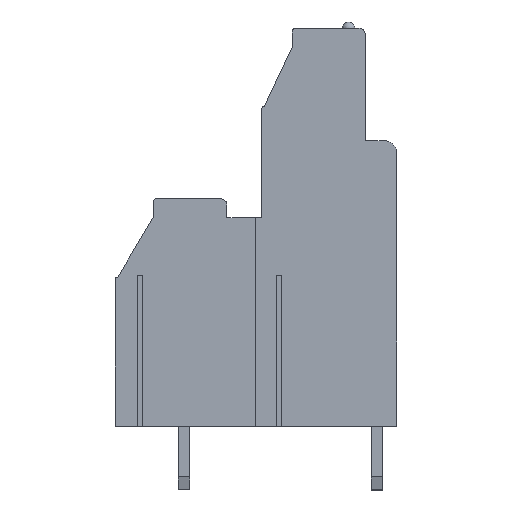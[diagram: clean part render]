
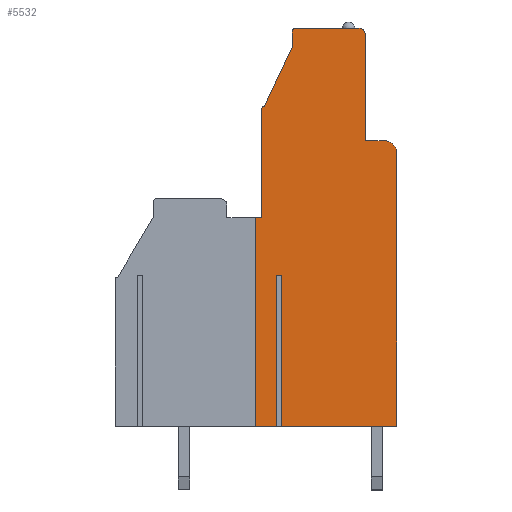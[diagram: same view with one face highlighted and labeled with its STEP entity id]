
A CAD part, top view. The second image highlights one B-rep face of the part: STEP entity #5532.
In plain terms, the highlighted planar face has unit normal (0, 0, 1).
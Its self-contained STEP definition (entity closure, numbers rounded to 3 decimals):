
#13=DIRECTION('',(0.,-1.,0.));
#14=VECTOR('',#13,8.6);
#15=CARTESIAN_POINT('',(-5.15,8.6,22.86));
#16=LINE('',#15,#14);
#17=CARTESIAN_POINT('',(-4.95,8.6,22.86));
#18=DIRECTION('',(0.,0.,1.));
#19=DIRECTION('',(0.,1.,0.));
#20=AXIS2_PLACEMENT_3D('',#17,#18,#19);
#22=DIRECTION('',(-0.424,-0.906,0.));
#23=VECTOR('',#22,5.189);
#24=CARTESIAN_POINT('',(-2.75,13.5,22.86));
#25=LINE('',#24,#23);
#26=DIRECTION('',(0.,-1.,0.));
#27=VECTOR('',#26,1.2);
#28=CARTESIAN_POINT('',(-2.75,14.7,22.86));
#29=LINE('',#28,#27);
#30=CARTESIAN_POINT('',(-2.45,14.7,22.86));
#31=DIRECTION('',(0.,0.,1.));
#32=DIRECTION('',(0.,1.,0.));
#33=AXIS2_PLACEMENT_3D('',#30,#31,#32);
#35=DIRECTION('',(-1.,0.,0.));
#36=VECTOR('',#35,5.);
#37=CARTESIAN_POINT('',(2.55,15.,22.86));
#38=LINE('',#37,#36);
#39=CARTESIAN_POINT('',(2.55,14.5,22.86));
#40=DIRECTION('',(0.,0.,1.));
#41=DIRECTION('',(1.,0.,0.));
#42=AXIS2_PLACEMENT_3D('',#39,#40,#41);
#44=DIRECTION('',(0.,1.,0.));
#45=VECTOR('',#44,8.4);
#46=CARTESIAN_POINT('',(3.05,6.1,22.86));
#47=LINE('',#46,#45);
#48=DIRECTION('',(-1.,0.,0.));
#49=VECTOR('',#48,1.5);
#50=CARTESIAN_POINT('',(4.55,6.1,22.86));
#51=LINE('',#50,#49);
#52=CARTESIAN_POINT('',(4.55,5.1,22.86));
#53=DIRECTION('',(0.,0.,1.));
#54=DIRECTION('',(1.,0.,0.));
#55=AXIS2_PLACEMENT_3D('',#52,#53,#54);
#57=DIRECTION('',(0.,1.,0.));
#58=VECTOR('',#57,21.6);
#59=CARTESIAN_POINT('',(5.55,-16.5,22.86));
#60=LINE('',#59,#58);
#61=DIRECTION('',(0.,1.,0.));
#62=VECTOR('',#61,11.95);
#63=CARTESIAN_POINT('',(-3.56,-16.5,22.86));
#64=LINE('',#63,#62);
#65=DIRECTION('',(-1.,0.,0.));
#66=VECTOR('',#65,0.38);
#67=CARTESIAN_POINT('',(-3.56,-4.55,22.86));
#68=LINE('',#67,#66);
#69=DIRECTION('',(0.,1.,0.));
#70=VECTOR('',#69,11.95);
#71=CARTESIAN_POINT('',(-3.94,-16.5,22.86));
#72=LINE('',#71,#70);
#77=DIRECTION('',(0.,-1.,0.));
#78=VECTOR('',#77,16.5);
#79=CARTESIAN_POINT('',(-5.65,0.,22.86));
#80=LINE('',#79,#78);
#174=DIRECTION('',(1.,0.,0.));
#175=VECTOR('',#174,1.71);
#176=CARTESIAN_POINT('',(-5.65,-16.5,22.86));
#177=LINE('',#176,#175);
#200=DIRECTION('',(1.,0.,0.));
#201=VECTOR('',#200,9.11);
#202=CARTESIAN_POINT('',(-3.56,-16.5,22.86));
#203=LINE('',#202,#201);
#660=DIRECTION('',(-1.,0.,0.));
#661=VECTOR('',#660,0.5);
#662=CARTESIAN_POINT('',(-5.15,0.,22.86));
#663=LINE('',#662,#661);
#4231=CARTESIAN_POINT('',(5.55,-16.5,22.86));
#4232=CARTESIAN_POINT('',(5.55,5.1,22.86));
#4233=VERTEX_POINT('',#4231);
#4234=VERTEX_POINT('',#4232);
#4235=CARTESIAN_POINT('',(4.55,6.1,22.86));
#4236=VERTEX_POINT('',#4235);
#4237=CARTESIAN_POINT('',(3.05,6.1,22.86));
#4238=VERTEX_POINT('',#4237);
#4239=CARTESIAN_POINT('',(3.05,14.5,22.86));
#4240=VERTEX_POINT('',#4239);
#4241=CARTESIAN_POINT('',(2.55,15.,22.86));
#4242=VERTEX_POINT('',#4241);
#4243=CARTESIAN_POINT('',(-2.45,15.,22.86));
#4244=VERTEX_POINT('',#4243);
#4245=CARTESIAN_POINT('',(-2.75,14.7,22.86));
#4246=VERTEX_POINT('',#4245);
#4247=CARTESIAN_POINT('',(-2.75,13.5,22.86));
#4248=VERTEX_POINT('',#4247);
#4249=CARTESIAN_POINT('',(-4.95,8.8,22.86));
#4250=VERTEX_POINT('',#4249);
#4251=CARTESIAN_POINT('',(-5.15,8.6,22.86));
#4252=VERTEX_POINT('',#4251);
#4253=CARTESIAN_POINT('',(-5.15,0.,22.86));
#4254=VERTEX_POINT('',#4253);
#4299=CARTESIAN_POINT('',(-3.56,-4.55,22.86));
#4300=CARTESIAN_POINT('',(-3.94,-4.55,22.86));
#4301=VERTEX_POINT('',#4299);
#4302=VERTEX_POINT('',#4300);
#4303=CARTESIAN_POINT('',(-3.94,-16.5,22.86));
#4304=VERTEX_POINT('',#4303);
#4305=CARTESIAN_POINT('',(-3.56,-16.5,22.86));
#4306=VERTEX_POINT('',#4305);
#4467=CARTESIAN_POINT('',(-5.65,-16.5,22.86));
#4469=VERTEX_POINT('',#4467);
#4471=CARTESIAN_POINT('',(-5.65,0.,22.86));
#4472=VERTEX_POINT('',#4471);
#5489=CARTESIAN_POINT('',(0.,0.,22.86));
#5490=DIRECTION('',(0.,0.,1.));
#5491=DIRECTION('',(1.,0.,0.));
#5492=AXIS2_PLACEMENT_3D('',#5489,#5490,#5491);
#5493=PLANE('',#5492);
#5495=ORIENTED_EDGE('',*,*,#5494,.F.);
#5497=ORIENTED_EDGE('',*,*,#5496,.F.);
#5499=ORIENTED_EDGE('',*,*,#5498,.F.);
#5501=ORIENTED_EDGE('',*,*,#5500,.F.);
#5503=ORIENTED_EDGE('',*,*,#5502,.F.);
#5505=ORIENTED_EDGE('',*,*,#5504,.F.);
#5507=ORIENTED_EDGE('',*,*,#5506,.F.);
#5509=ORIENTED_EDGE('',*,*,#5508,.F.);
#5511=ORIENTED_EDGE('',*,*,#5510,.F.);
#5513=ORIENTED_EDGE('',*,*,#5512,.F.);
#5515=ORIENTED_EDGE('',*,*,#5514,.F.);
#5517=ORIENTED_EDGE('',*,*,#5516,.F.);
#5519=ORIENTED_EDGE('',*,*,#5518,.F.);
#5521=ORIENTED_EDGE('',*,*,#5520,.F.);
#5523=ORIENTED_EDGE('',*,*,#5522,.T.);
#5525=ORIENTED_EDGE('',*,*,#5524,.T.);
#5527=ORIENTED_EDGE('',*,*,#5526,.F.);
#5529=ORIENTED_EDGE('',*,*,#5528,.F.);
#5530=EDGE_LOOP('',(#5495,#5497,#5499,#5501,#5503,#5505,#5507,#5509,#5511,#5513,
#5515,#5517,#5519,#5521,#5523,#5525,#5527,#5529));
#5531=FACE_OUTER_BOUND('',#5530,.F.);
#21=CIRCLE('',#20,0.2);
#34=CIRCLE('',#33,0.3);
#43=CIRCLE('',#42,0.5);
#56=CIRCLE('',#55,1.);
#5494=EDGE_CURVE('',#4472,#4469,#80,.T.);
#5496=EDGE_CURVE('',#4254,#4472,#663,.T.);
#5498=EDGE_CURVE('',#4252,#4254,#16,.T.);
#5500=EDGE_CURVE('',#4250,#4252,#21,.T.);
#5502=EDGE_CURVE('',#4248,#4250,#25,.T.);
#5504=EDGE_CURVE('',#4246,#4248,#29,.T.);
#5506=EDGE_CURVE('',#4244,#4246,#34,.T.);
#5508=EDGE_CURVE('',#4242,#4244,#38,.T.);
#5510=EDGE_CURVE('',#4240,#4242,#43,.T.);
#5512=EDGE_CURVE('',#4238,#4240,#47,.T.);
#5514=EDGE_CURVE('',#4236,#4238,#51,.T.);
#5516=EDGE_CURVE('',#4234,#4236,#56,.T.);
#5518=EDGE_CURVE('',#4233,#4234,#60,.T.);
#5520=EDGE_CURVE('',#4306,#4233,#203,.T.);
#5522=EDGE_CURVE('',#4306,#4301,#64,.T.);
#5524=EDGE_CURVE('',#4301,#4302,#68,.T.);
#5526=EDGE_CURVE('',#4304,#4302,#72,.T.);
#5528=EDGE_CURVE('',#4469,#4304,#177,.T.);
#5532=ADVANCED_FACE('',(#5531),#5493,.T.);
